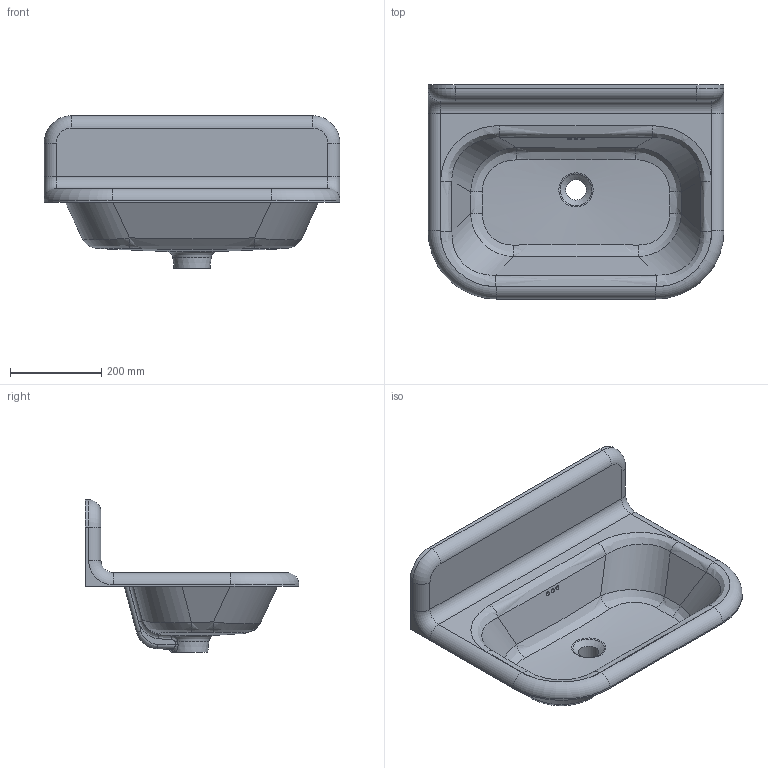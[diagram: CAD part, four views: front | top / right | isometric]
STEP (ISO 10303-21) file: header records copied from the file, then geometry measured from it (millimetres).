
FILE_DESCRIPTION(/* description */ ('Unknown'),/* implementation_level */ '2;1');
FILE_NAME(/* name */ 'LST-657',/* time_stamp */ '2023-02-17T17:40:04+08:00',/* author */ ('Unknown'),/* organization */ ('Unknown'),/* preprocessor_version */ 'ST-DEVELOPER v16.7',/* originating_system */ 'DEX',/* authorisation */ $);
FILE_SCHEMA (('AUTOMOTIVE_DESIGN {1 0 10303 214 3 1 1}'));
Length unit declared in the file: millimetre
Products named in the file (1): LST-657
Bounding box: 650 x 470 x 335 mm (x, y, z)
Volume: 6463385.8 mm3; surface area: 1060152.3 mm2
Topology: 1 solids, 1 shells, 155 faces, 370 edges, 218 vertices
Faces by surface type: bspline 53, cylinder 46, plane 40, torus 12, cone 2, sphere 2
Full cylindrical faces by diameter (mm): 45 x1
Entity records: 7194 total; most frequent: CARTESIAN_POINT 3959, ORIENTED_EDGE 710, DIRECTION 602, EDGE_CURVE 355, AXIS2_PLACEMENT_3D 239, VERTEX_POINT 212, EDGE_LOOP 167, FACE_BOUND 167
